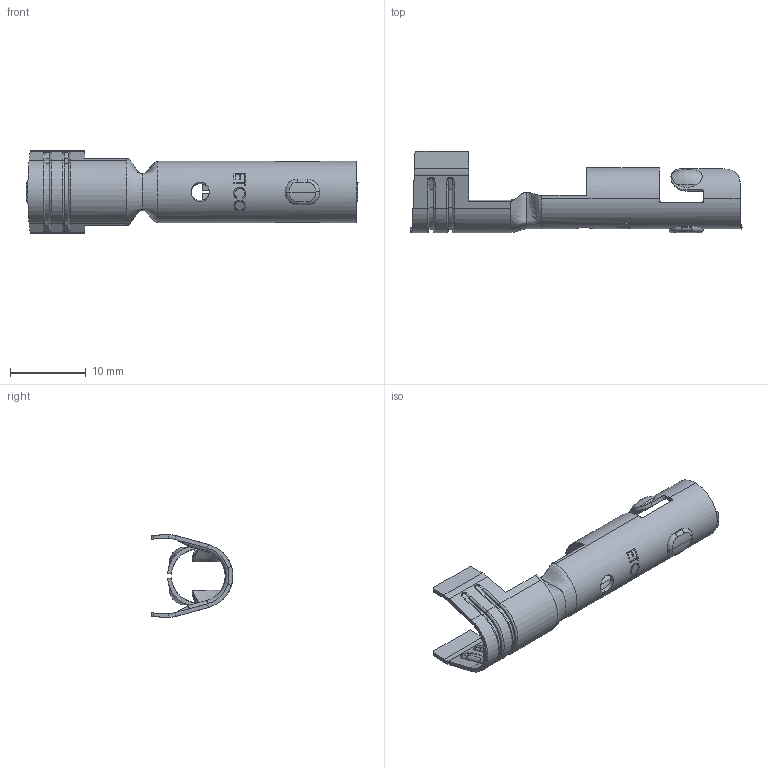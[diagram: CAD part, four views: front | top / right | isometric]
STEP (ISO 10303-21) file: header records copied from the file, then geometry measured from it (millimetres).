
FILE_DESCRIPTION (( 'STEP AP203' ), '1' );
FILE_NAME ('DT250.STEP', '2020-07-02T15:35:20', ( 'tempuser' ), ( 'Microsoft' ), 'SwSTEP 2.0', 'SolidWorks 2019', '' );
FILE_SCHEMA (( 'CONFIG_CONTROL_DESIGN' ));
Length unit declared in the file: inch
Products named in the file (1): DT250
Bounding box: 43.94 x 10.79 x 10.92 mm (x, y, z)
Volume: 425.1 mm3; surface area: 1776.2 mm2
Topology: 1 solids, 1 shells, 277 faces, 704 edges, 438 vertices
Faces by surface type: bspline 121, plane 68, cylinder 64, torus 12, sphere 12
Entity records: 15278 total; most frequent: CARTESIAN_POINT 9412, ORIENTED_EDGE 1408, DIRECTION 891, EDGE_CURVE 704, VERTEX_POINT 438, AXIS2_PLACEMENT_3D 337, B_SPLINE_CURVE_WITH_KNOTS 299, EDGE_LOOP 288
